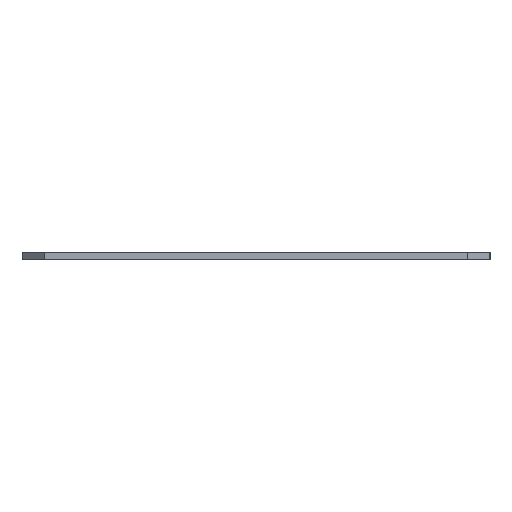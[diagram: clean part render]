
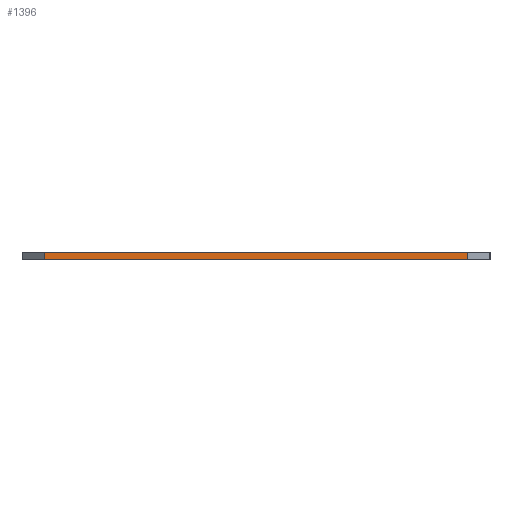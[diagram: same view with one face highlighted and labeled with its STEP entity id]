
A CAD part, left-side view. The second image highlights one B-rep face of the part: STEP entity #1396.
In plain terms, the highlighted planar face has unit normal (-1, 0, 0).
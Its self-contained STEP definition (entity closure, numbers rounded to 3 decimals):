
#66 = PLANE('',#67);
#67 = AXIS2_PLACEMENT_3D('',#68,#69,#70);
#68 = CARTESIAN_POINT('',(51.864,-77.014,69.931
    ));
#69 = DIRECTION('',(0.,0.,1.));
#70 = DIRECTION('',(1.,0.,0.));
#94 = PLANE('',#95);
#95 = AXIS2_PLACEMENT_3D('',#96,#97,#98);
#96 = CARTESIAN_POINT('',(51.864,-77.014,71.931
    ));
#97 = DIRECTION('',(0.,0.,1.));
#98 = DIRECTION('',(1.,0.,0.));
#113 = EDGE_CURVE('',#114,#116,#118,.T.);
#114 = VERTEX_POINT('',#115);
#115 = CARTESIAN_POINT('',(-129.386,-135.814,
    69.931));
#116 = VERTEX_POINT('',#117);
#117 = CARTESIAN_POINT('',(-129.386,-18.214,
    69.931));
#118 = SURFACE_CURVE('',#119,(#123,#130),.PCURVE_S1.);
#119 = LINE('',#120,#121);
#120 = CARTESIAN_POINT('',(-129.386,-135.814,
    69.931));
#121 = VECTOR('',#122,1.);
#122 = DIRECTION('',(0.,1.,0.));
#123 = PCURVE('',#66,#124);
#124 = DEFINITIONAL_REPRESENTATION('',(#125),#129);
#125 = LINE('',#126,#127);
#126 = CARTESIAN_POINT('',(-181.25,-58.8));
#127 = VECTOR('',#128,1.);
#128 = DIRECTION('',(0.,1.));
#129 = ( GEOMETRIC_REPRESENTATION_CONTEXT(2) 
PARAMETRIC_REPRESENTATION_CONTEXT() REPRESENTATION_CONTEXT('2D SPACE',''
  ) );
#130 = PCURVE('',#131,#136);
#131 = PLANE('',#132);
#132 = AXIS2_PLACEMENT_3D('',#133,#134,#135);
#133 = CARTESIAN_POINT('',(-129.386,-135.814,
    69.931));
#134 = DIRECTION('',(-1.,0.,0.));
#135 = DIRECTION('',(0.,0.,1.));
#136 = DEFINITIONAL_REPRESENTATION('',(#137),#141);
#137 = LINE('',#138,#139);
#138 = CARTESIAN_POINT('',(0.,0.));
#139 = VECTOR('',#140,1.);
#140 = DIRECTION('',(0.,1.));
#141 = ( GEOMETRIC_REPRESENTATION_CONTEXT(2) 
PARAMETRIC_REPRESENTATION_CONTEXT() REPRESENTATION_CONTEXT('2D SPACE',''
  ) );
#159 = PLANE('',#160);
#160 = AXIS2_PLACEMENT_3D('',#161,#162,#163);
#161 = CARTESIAN_POINT('',(-123.186,-142.014,
    69.931));
#162 = DIRECTION('',(-0.707,-0.707,0.));
#163 = DIRECTION('',(0.,0.,1.));
#325 = PLANE('',#326);
#326 = AXIS2_PLACEMENT_3D('',#327,#328,#329);
#327 = CARTESIAN_POINT('',(-129.386,-18.214,
    69.931));
#328 = DIRECTION('',(-0.707,0.707,0.));
#329 = DIRECTION('',(0.,0.,1.));
#809 = VERTEX_POINT('',#810);
#810 = CARTESIAN_POINT('',(-129.386,-18.214,
    71.931));
#833 = EDGE_CURVE('',#834,#809,#836,.T.);
#834 = VERTEX_POINT('',#835);
#835 = CARTESIAN_POINT('',(-129.386,-135.814,
    71.931));
#836 = SURFACE_CURVE('',#837,(#841,#848),.PCURVE_S1.);
#837 = LINE('',#838,#839);
#838 = CARTESIAN_POINT('',(-129.386,-135.814,
    71.931));
#839 = VECTOR('',#840,1.);
#840 = DIRECTION('',(0.,1.,0.));
#841 = PCURVE('',#94,#842);
#842 = DEFINITIONAL_REPRESENTATION('',(#843),#847);
#843 = LINE('',#844,#845);
#844 = CARTESIAN_POINT('',(-181.25,-58.8));
#845 = VECTOR('',#846,1.);
#846 = DIRECTION('',(0.,1.));
#847 = ( GEOMETRIC_REPRESENTATION_CONTEXT(2) 
PARAMETRIC_REPRESENTATION_CONTEXT() REPRESENTATION_CONTEXT('2D SPACE',''
  ) );
#848 = PCURVE('',#131,#849);
#849 = DEFINITIONAL_REPRESENTATION('',(#850),#854);
#850 = LINE('',#851,#852);
#851 = CARTESIAN_POINT('',(2.,0.));
#852 = VECTOR('',#853,1.);
#853 = DIRECTION('',(0.,1.));
#854 = ( GEOMETRIC_REPRESENTATION_CONTEXT(2) 
PARAMETRIC_REPRESENTATION_CONTEXT() REPRESENTATION_CONTEXT('2D SPACE',''
  ) );
#1396 = ADVANCED_FACE('',(#1397),#131,.T.);
#1397 = FACE_BOUND('',#1398,.T.);
#1398 = EDGE_LOOP('',(#1399,#1400,#1421,#1422));
#1399 = ORIENTED_EDGE('',*,*,#833,.T.);
#1400 = ORIENTED_EDGE('',*,*,#1401,.F.);
#1401 = EDGE_CURVE('',#116,#809,#1402,.T.);
#1402 = SURFACE_CURVE('',#1403,(#1407,#1414),.PCURVE_S1.);
#1403 = LINE('',#1404,#1405);
#1404 = CARTESIAN_POINT('',(-129.386,-18.214,
    69.931));
#1405 = VECTOR('',#1406,1.);
#1406 = DIRECTION('',(0.,0.,1.));
#1407 = PCURVE('',#131,#1408);
#1408 = DEFINITIONAL_REPRESENTATION('',(#1409),#1413);
#1409 = LINE('',#1410,#1411);
#1410 = CARTESIAN_POINT('',(0.,117.6));
#1411 = VECTOR('',#1412,1.);
#1412 = DIRECTION('',(1.,0.));
#1413 = ( GEOMETRIC_REPRESENTATION_CONTEXT(2) 
PARAMETRIC_REPRESENTATION_CONTEXT() REPRESENTATION_CONTEXT('2D SPACE',''
  ) );
#1414 = PCURVE('',#325,#1415);
#1415 = DEFINITIONAL_REPRESENTATION('',(#1416),#1420);
#1416 = LINE('',#1417,#1418);
#1417 = CARTESIAN_POINT('',(0.,0.));
#1418 = VECTOR('',#1419,1.);
#1419 = DIRECTION('',(1.,0.));
#1420 = ( GEOMETRIC_REPRESENTATION_CONTEXT(2) 
PARAMETRIC_REPRESENTATION_CONTEXT() REPRESENTATION_CONTEXT('2D SPACE',''
  ) );
#1421 = ORIENTED_EDGE('',*,*,#113,.F.);
#1422 = ORIENTED_EDGE('',*,*,#1423,.T.);
#1423 = EDGE_CURVE('',#114,#834,#1424,.T.);
#1424 = SURFACE_CURVE('',#1425,(#1429,#1436),.PCURVE_S1.);
#1425 = LINE('',#1426,#1427);
#1426 = CARTESIAN_POINT('',(-129.386,-135.814,
    69.931));
#1427 = VECTOR('',#1428,1.);
#1428 = DIRECTION('',(0.,0.,1.));
#1429 = PCURVE('',#131,#1430);
#1430 = DEFINITIONAL_REPRESENTATION('',(#1431),#1435);
#1431 = LINE('',#1432,#1433);
#1432 = CARTESIAN_POINT('',(0.,0.));
#1433 = VECTOR('',#1434,1.);
#1434 = DIRECTION('',(1.,0.));
#1435 = ( GEOMETRIC_REPRESENTATION_CONTEXT(2) 
PARAMETRIC_REPRESENTATION_CONTEXT() REPRESENTATION_CONTEXT('2D SPACE',''
  ) );
#1436 = PCURVE('',#159,#1437);
#1437 = DEFINITIONAL_REPRESENTATION('',(#1438),#1442);
#1438 = LINE('',#1439,#1440);
#1439 = CARTESIAN_POINT('',(0.,8.768));
#1440 = VECTOR('',#1441,1.);
#1441 = DIRECTION('',(1.,0.));
#1442 = ( GEOMETRIC_REPRESENTATION_CONTEXT(2) 
PARAMETRIC_REPRESENTATION_CONTEXT() REPRESENTATION_CONTEXT('2D SPACE',''
  ) );
